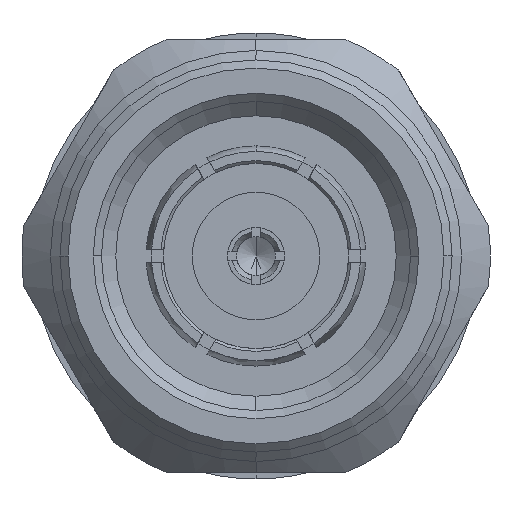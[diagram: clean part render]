
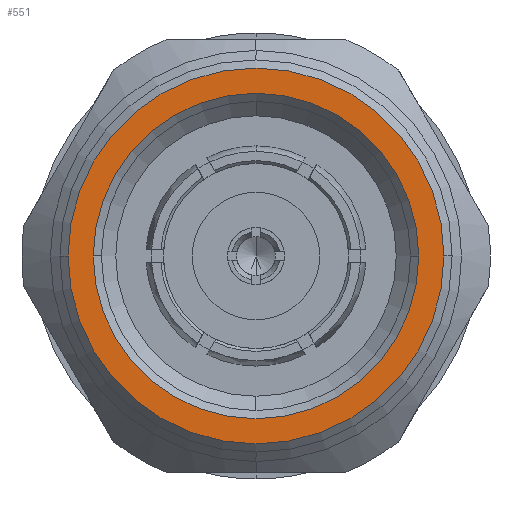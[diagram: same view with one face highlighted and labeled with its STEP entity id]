
A CAD part, left-side view. The second image highlights one B-rep face of the part: STEP entity #551.
In plain terms, the highlighted planar face has unit normal (-1, 0, 0).
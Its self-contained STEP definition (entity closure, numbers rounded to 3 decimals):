
#20 = DIRECTION ( 'NONE',  ( 1., 0., 0. ) ) ;
#38 = DIRECTION ( 'NONE',  ( 1., 0., 0. ) ) ;
#332 = AXIS2_PLACEMENT_3D ( 'NONE', #463, #38, #534 ) ;
#386 = DIRECTION ( 'NONE',  ( 1., 0., 0. ) ) ;
#463 = CARTESIAN_POINT ( 'NONE',  ( 0.22, 6.9, 0. ) ) ;
#503 = CARTESIAN_POINT ( 'NONE',  ( 0.22, 0., 0. ) ) ;
#534 = DIRECTION ( 'NONE',  ( 0., 0., -1. ) ) ;
#536 = VERTEX_POINT ( 'NONE', #3109 ) ;
#551 = ADVANCED_FACE ( 'NONE', ( #3622, #1938 ), #2190, .F. ) ;
#638 = DIRECTION ( 'NONE',  ( 1., 0., 0. ) ) ;
#733 = EDGE_CURVE ( 'NONE', #4850, #5189, #3898, .T. ) ;
#1070 = AXIS2_PLACEMENT_3D ( 'NONE', #5064, #386, #3343 ) ;
#1147 = CIRCLE ( 'NONE', #1070, 5.975 ) ;
#1843 = ORIENTED_EDGE ( 'NONE', *, *, #2246, .F. ) ;
#1921 = DIRECTION ( 'NONE',  ( 1., 0., 0. ) ) ;
#1938 = FACE_BOUND ( 'NONE', #5593, .T. ) ;
#2047 = CARTESIAN_POINT ( 'NONE',  ( 0.22, -6.9, 0. ) ) ;
#2190 = PLANE ( 'NONE',  #332 ) ;
#2246 = EDGE_CURVE ( 'NONE', #5189, #4850, #3954, .T. ) ;
#2354 = CARTESIAN_POINT ( 'NONE',  ( 0.22, 0., 0. ) ) ;
#2368 = ORIENTED_EDGE ( 'NONE', *, *, #4615, .T. ) ;
#2901 = ORIENTED_EDGE ( 'NONE', *, *, #5057, .T. ) ;
#3109 = CARTESIAN_POINT ( 'NONE',  ( 0.22, 5.975, 0. ) ) ;
#3343 = DIRECTION ( 'NONE',  ( 0., -1., 0. ) ) ;
#3622 = FACE_OUTER_BOUND ( 'NONE', #3978, .T. ) ;
#3649 = DIRECTION ( 'NONE',  ( 0., -1., 0. ) ) ;
#3695 = CIRCLE ( 'NONE', #4857, 5.975 ) ;
#3889 = DIRECTION ( 'NONE',  ( 0., 1., 0. ) ) ;
#3898 = CIRCLE ( 'NONE', #4094, 6.9 ) ;
#3954 = CIRCLE ( 'NONE', #5394, 6.9 ) ;
#3978 = EDGE_LOOP ( 'NONE', ( #5588, #1843 ) ) ;
#4004 = VERTEX_POINT ( 'NONE', #4802 ) ;
#4094 = AXIS2_PLACEMENT_3D ( 'NONE', #5444, #1921, #4565 ) ;
#4536 = CARTESIAN_POINT ( 'NONE',  ( 0.22, 6.9, 0. ) ) ;
#4565 = DIRECTION ( 'NONE',  ( 0., 1., 0. ) ) ;
#4615 = EDGE_CURVE ( 'NONE', #4004, #536, #1147, .T. ) ;
#4802 = CARTESIAN_POINT ( 'NONE',  ( 0.22, -5.975, 0. ) ) ;
#4850 = VERTEX_POINT ( 'NONE', #4536 ) ;
#4857 = AXIS2_PLACEMENT_3D ( 'NONE', #2354, #638, #3649 ) ;
#5057 = EDGE_CURVE ( 'NONE', #536, #4004, #3695, .T. ) ;
#5064 = CARTESIAN_POINT ( 'NONE',  ( 0.22, 0., 0. ) ) ;
#5189 = VERTEX_POINT ( 'NONE', #2047 ) ;
#5394 = AXIS2_PLACEMENT_3D ( 'NONE', #503, #20, #3889 ) ;
#5444 = CARTESIAN_POINT ( 'NONE',  ( 0.22, 0., 0. ) ) ;
#5588 = ORIENTED_EDGE ( 'NONE', *, *, #733, .F. ) ;
#5593 = EDGE_LOOP ( 'NONE', ( #2368, #2901 ) ) ;
